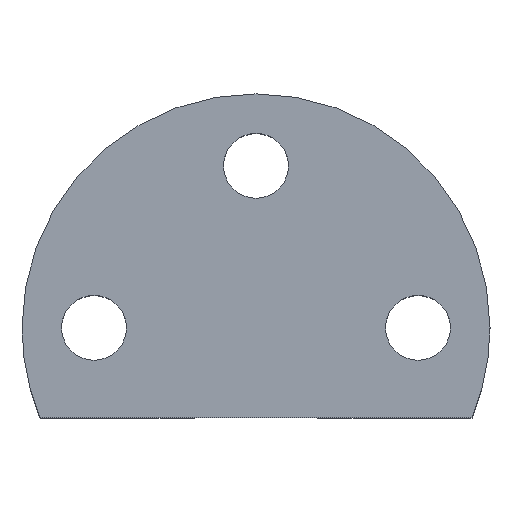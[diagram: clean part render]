
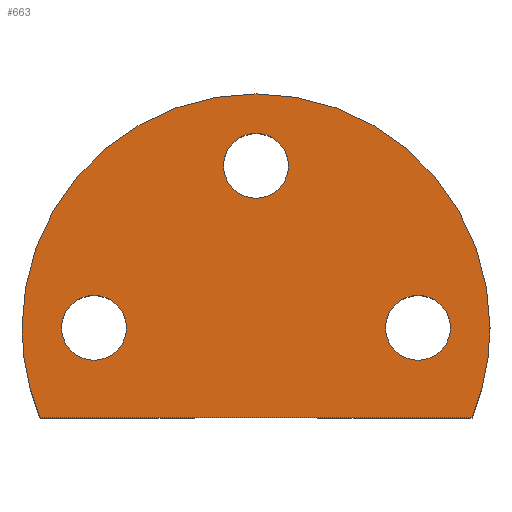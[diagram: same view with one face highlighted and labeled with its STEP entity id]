
A CAD part, top view. The second image highlights one B-rep face of the part: STEP entity #663.
In plain terms, the highlighted planar face has unit normal (0, 0, 1).
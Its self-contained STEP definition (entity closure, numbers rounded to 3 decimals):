
#505=VERTEX_POINT('',#1410);
#527=VERTEX_POINT('',#1434);
#563=EDGE_CURVE('',#527,#1317,#1474,.T.);
#663=ADVANCED_FACE('',(#1585,#1586,#1587,#1588),#1589,.T.);
#665=EDGE_CURVE('',#1097,#669,#1591,.T.);
#669=VERTEX_POINT('',#1595);
#711=VERTEX_POINT('',#1639);
#731=EDGE_CURVE('',#793,#1125,#1660,.T.);
#793=VERTEX_POINT('',#1733);
#925=VERTEX_POINT('',#1883);
#939=EDGE_CURVE('',#1125,#793,#1898,.T.);
#1015=EDGE_CURVE('',#925,#1247,#1986,.T.);
#1051=EDGE_CURVE('',#1097,#925,#2026,.T.);
#1097=VERTEX_POINT('',#2077);
#1103=EDGE_CURVE('',#505,#711,#2085,.T.);
#1125=VERTEX_POINT('',#2111);
#1149=EDGE_CURVE('',#1317,#527,#2136,.T.);
#1187=EDGE_CURVE('',#1247,#669,#2177,.T.);
#1247=VERTEX_POINT('',#2242);
#1311=EDGE_CURVE('',#711,#505,#2314,.T.);
#1317=VERTEX_POINT('',#2320);
#1410=CARTESIAN_POINT('',(-4.5,22.5,0.));
#1434=CARTESIAN_POINT('',(-18.0,0.0,0.));
#1474=CIRCLE('',#2531,4.5);
#1585=FACE_OUTER_BOUND('',#2744,.T.);
#1586=FACE_BOUND('',#2745,.T.);
#1587=FACE_BOUND('',#2746,.T.);
#1588=FACE_BOUND('',#2747,.T.);
#1589=PLANE('',#2748);
#1591=LINE('',#2751,#2752);
#1595=CARTESIAN_POINT('',(30.0,-12.5,0.));
#1639=CARTESIAN_POINT('',(4.5,22.5,0.));
#1660=CIRCLE('',#2869,4.5);
#1733=CARTESIAN_POINT('',(18.0,0.,0.));
#1883=CARTESIAN_POINT('',(-32.5,0.,0.));
#1898=CIRCLE('',#3284,4.5);
#1986=CIRCLE('',#3450,32.5);
#2026=CIRCLE('',#3510,32.5);
#2077=CARTESIAN_POINT('',(-30.0,-12.5,0.));
#2085=CIRCLE('',#3610,4.5);
#2111=CARTESIAN_POINT('',(27.0,0.0,0.));
#2136=CIRCLE('',#3712,4.5);
#2177=CIRCLE('',#3776,32.5);
#2242=CARTESIAN_POINT('',(32.5,0.,0.));
#2314=CIRCLE('',#3993,4.5);
#2320=CARTESIAN_POINT('',(-27.0,0.,0.));
#2531=AXIS2_PLACEMENT_3D('',#4198,#4199,#4200);
#2744=EDGE_LOOP('',(#4327,#4328,#4329,#4330));
#2745=EDGE_LOOP('',(#4331,#4332));
#2746=EDGE_LOOP('',(#4333,#4334));
#2747=EDGE_LOOP('',(#4335,#4336));
#2748=AXIS2_PLACEMENT_3D('',#4337,#4338,#4339);
#2751=CARTESIAN_POINT('',(6.875,-12.5,0.));
#2752=VECTOR('',#4340,1.0);
#2869=AXIS2_PLACEMENT_3D('',#4398,#4399,#4400);
#3284=AXIS2_PLACEMENT_3D('',#4708,#4709,#4710);
#3450=AXIS2_PLACEMENT_3D('',#4823,#4824,#4825);
#3510=AXIS2_PLACEMENT_3D('',#4867,#4868,#4869);
#3610=AXIS2_PLACEMENT_3D('',#4932,#4933,#4934);
#3712=AXIS2_PLACEMENT_3D('',#4981,#4982,#4983);
#3776=AXIS2_PLACEMENT_3D('',#5018,#5019,#5020);
#3993=AXIS2_PLACEMENT_3D('',#5179,#5180,#5181);
#4198=CARTESIAN_POINT('',(-22.5,0.,0.));
#4199=DIRECTION('',(0.0,0.0,-1.0));
#4200=DIRECTION('',(1.0,0.0,0.0));
#4327=ORIENTED_EDGE('',*,*,#665,.T.);
#4328=ORIENTED_EDGE('',*,*,#1187,.F.);
#4329=ORIENTED_EDGE('',*,*,#1015,.F.);
#4330=ORIENTED_EDGE('',*,*,#1051,.F.);
#4331=ORIENTED_EDGE('',*,*,#939,.T.);
#4332=ORIENTED_EDGE('',*,*,#731,.T.);
#4333=ORIENTED_EDGE('',*,*,#1311,.T.);
#4334=ORIENTED_EDGE('',*,*,#1103,.T.);
#4335=ORIENTED_EDGE('',*,*,#563,.T.);
#4336=ORIENTED_EDGE('',*,*,#1149,.T.);
#4337=CARTESIAN_POINT('',(-16.25,0.,0.));
#4338=DIRECTION('',(0.0,0.0,1.0));
#4339=DIRECTION('',(-1.0,0.,0.0));
#4340=DIRECTION('',(1.0,0.,0.0));
#4398=CARTESIAN_POINT('',(22.5,0.,0.));
#4399=DIRECTION('',(0.0,0.0,-1.0));
#4400=DIRECTION('',(1.0,0.0,0.0));
#4708=CARTESIAN_POINT('',(22.5,0.,0.));
#4709=DIRECTION('',(0.0,0.0,-1.0));
#4710=DIRECTION('',(1.0,0.0,0.0));
#4823=CARTESIAN_POINT('',(0.,0.,0.));
#4824=DIRECTION('',(0.0,0.0,-1.0));
#4825=DIRECTION('',(-1.0,0.,0.0));
#4867=CARTESIAN_POINT('',(0.,0.,0.));
#4868=DIRECTION('',(0.0,0.0,-1.0));
#4869=DIRECTION('',(-1.0,0.,0.0));
#4932=CARTESIAN_POINT('',(0.,22.5,0.));
#4933=DIRECTION('',(0.0,0.0,-1.0));
#4934=DIRECTION('',(1.0,0.0,0.0));
#4981=CARTESIAN_POINT('',(-22.5,0.,0.));
#4982=DIRECTION('',(0.0,0.0,-1.0));
#4983=DIRECTION('',(1.0,0.0,0.0));
#5018=CARTESIAN_POINT('',(0.,0.,0.));
#5019=DIRECTION('',(0.0,0.0,-1.0));
#5020=DIRECTION('',(-1.0,0.,0.0));
#5179=CARTESIAN_POINT('',(0.,22.5,0.));
#5180=DIRECTION('',(0.0,0.0,-1.0));
#5181=DIRECTION('',(1.0,0.0,0.0));
